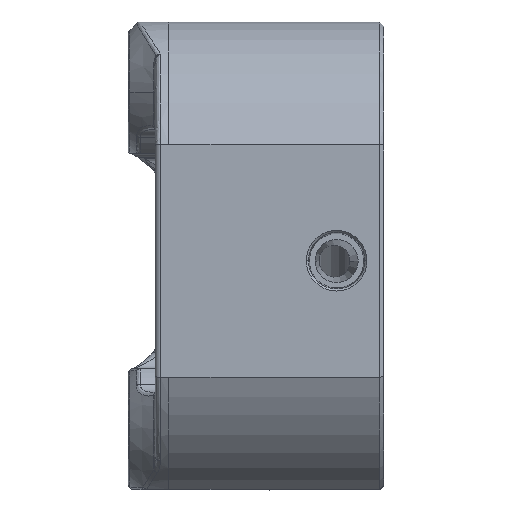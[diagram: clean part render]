
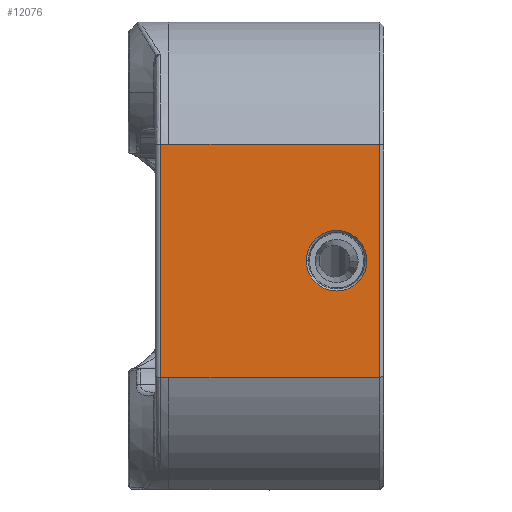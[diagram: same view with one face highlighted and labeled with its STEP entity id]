
A CAD part, top view. The second image highlights one B-rep face of the part: STEP entity #12076.
In plain terms, the highlighted planar face has unit normal (0, 0, 1).
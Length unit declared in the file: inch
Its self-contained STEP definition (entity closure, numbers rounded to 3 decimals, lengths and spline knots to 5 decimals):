
#783 = VERTEX_POINT ( 'NONE', #10457 ) ;
#1163 = CARTESIAN_POINT ( 'NONE',  ( 2.895, 3.01937, -0.45678 ) ) ;
#1366 = PLANE ( 'NONE',  #8463 ) ;
#1569 = LINE ( 'NONE', #2611, #12786 ) ;
#2159 = DIRECTION ( 'NONE',  ( -1., 0., 0. ) ) ;
#2254 = VECTOR ( 'NONE', #9327, 39.37008 ) ;
#2336 = CARTESIAN_POINT ( 'NONE',  ( 3.00765, 3.01937, -0.45678 ) ) ;
#2611 = CARTESIAN_POINT ( 'NONE',  ( 2.24074, 2.58639, -0.45678 ) ) ;
#3059 = CARTESIAN_POINT ( 'NONE',  ( 2.895, 3.01937, -0.45678 ) ) ;
#3162 = VERTEX_POINT ( 'NONE', #6714 ) ;
#3286 = LINE ( 'NONE', #6068, #7366 ) ;
#3610 = CIRCLE ( 'NONE', #14966, 0.11265 ) ;
#3701 = CARTESIAN_POINT ( 'NONE',  ( 2.67071, 2.58639, -0.45678 ) ) ;
#3792 = FACE_OUTER_BOUND ( 'NONE', #12734, .T. ) ;
#4578 = EDGE_CURVE ( 'NONE', #10616, #783, #3610, .T. ) ;
#5145 = DIRECTION ( 'NONE',  ( 0., 0., -1. ) ) ;
#5589 = VERTEX_POINT ( 'NONE', #16912 ) ;
#5619 = ORIENTED_EDGE ( 'NONE', *, *, #16248, .F. ) ;
#5640 = CARTESIAN_POINT ( 'NONE',  ( 2.24074, 2.58639, -0.45678 ) ) ;
#5736 = DIRECTION ( 'NONE',  ( -1., 0., 0. ) ) ;
#6068 = CARTESIAN_POINT ( 'NONE',  ( 2.67071, 3.45235, -0.45678 ) ) ;
#6362 = LINE ( 'NONE', #12956, #14621 ) ;
#6395 = EDGE_CURVE ( 'NONE', #6485, #7919, #6362, .T. ) ;
#6485 = VERTEX_POINT ( 'NONE', #11503 ) ;
#6714 = CARTESIAN_POINT ( 'NONE',  ( 2.24074, 3.45235, -0.45678 ) ) ;
#6776 = DIRECTION ( 'NONE',  ( 0., -1., 0. ) ) ;
#7322 = DIRECTION ( 'NONE',  ( 0., 1., 0. ) ) ;
#7366 = VECTOR ( 'NONE', #8904, 39.37008 ) ;
#7608 = LINE ( 'NONE', #3701, #2254 ) ;
#7919 = VERTEX_POINT ( 'NONE', #13737 ) ;
#8274 = DIRECTION ( 'NONE',  ( 0., -1., 0. ) ) ;
#8409 = EDGE_CURVE ( 'NONE', #3162, #8427, #1569, .T. ) ;
#8427 = VERTEX_POINT ( 'NONE', #5640 ) ;
#8463 = AXIS2_PLACEMENT_3D ( 'NONE', #15755, #16886, #8274 ) ;
#8546 = CIRCLE ( 'NONE', #15187, 0.11265 ) ;
#8904 = DIRECTION ( 'NONE',  ( -1., 0., 0. ) ) ;
#9216 = DIRECTION ( 'NONE',  ( -1., 0., 0. ) ) ;
#9327 = DIRECTION ( 'NONE',  ( 1., 0., 0. ) ) ;
#9659 = ORIENTED_EDGE ( 'NONE', *, *, #15510, .T. ) ;
#9980 = LINE ( 'NONE', #12416, #12984 ) ;
#10457 = CARTESIAN_POINT ( 'NONE',  ( 2.78235, 3.01937, -0.45678 ) ) ;
#10501 = CARTESIAN_POINT ( 'NONE',  ( 2.27142, 3.45235, -0.45678 ) ) ;
#10616 = VERTEX_POINT ( 'NONE', #2336 ) ;
#10840 = EDGE_CURVE ( 'NONE', #5589, #6485, #7608, .T. ) ;
#11119 = ORIENTED_EDGE ( 'NONE', *, *, #10840, .T. ) ;
#11503 = CARTESIAN_POINT ( 'NONE',  ( 3.055, 2.58639, -0.45678 ) ) ;
#11851 = FACE_BOUND ( 'NONE', #11931, .T. ) ;
#11931 = EDGE_LOOP ( 'NONE', ( #16023, #16819 ) ) ;
#12024 = EDGE_CURVE ( 'NONE', #7919, #13825, #3286, .T. ) ;
#12076 = ADVANCED_FACE ( 'NONE', ( #3792, #11851 ), #1366, .F. ) ;
#12416 = CARTESIAN_POINT ( 'NONE',  ( 2.31142, 2.58639, -0.45678 ) ) ;
#12693 = VECTOR ( 'NONE', #2159, 39.37008 ) ;
#12734 = EDGE_LOOP ( 'NONE', ( #9659, #14712, #5619, #11119, #16796, #16614 ) ) ;
#12786 = VECTOR ( 'NONE', #6776, 39.37008 ) ;
#12956 = CARTESIAN_POINT ( 'NONE',  ( 3.055, 1.7, -0.45678 ) ) ;
#12984 = VECTOR ( 'NONE', #5736, 39.37008 ) ;
#13401 = DIRECTION ( 'NONE',  ( 0., 0., -1. ) ) ;
#13737 = CARTESIAN_POINT ( 'NONE',  ( 3.055, 3.45235, -0.45678 ) ) ;
#13825 = VERTEX_POINT ( 'NONE', #10501 ) ;
#14043 = LINE ( 'NONE', #16637, #12693 ) ;
#14621 = VECTOR ( 'NONE', #7322, 39.37008 ) ;
#14712 = ORIENTED_EDGE ( 'NONE', *, *, #8409, .T. ) ;
#14966 = AXIS2_PLACEMENT_3D ( 'NONE', #1163, #5145, #9216 ) ;
#15187 = AXIS2_PLACEMENT_3D ( 'NONE', #3059, #13401, #16323 ) ;
#15510 = EDGE_CURVE ( 'NONE', #13825, #3162, #14043, .T. ) ;
#15755 = CARTESIAN_POINT ( 'NONE',  ( 2.145, 1.7, -0.45678 ) ) ;
#16020 = EDGE_CURVE ( 'NONE', #783, #10616, #8546, .T. ) ;
#16023 = ORIENTED_EDGE ( 'NONE', *, *, #4578, .T. ) ;
#16248 = EDGE_CURVE ( 'NONE', #5589, #8427, #9980, .T. ) ;
#16323 = DIRECTION ( 'NONE',  ( -1., 0., 0. ) ) ;
#16614 = ORIENTED_EDGE ( 'NONE', *, *, #12024, .T. ) ;
#16637 = CARTESIAN_POINT ( 'NONE',  ( 2.31142, 3.45235, -0.45678 ) ) ;
#16796 = ORIENTED_EDGE ( 'NONE', *, *, #6395, .T. ) ;
#16819 = ORIENTED_EDGE ( 'NONE', *, *, #16020, .T. ) ;
#16886 = DIRECTION ( 'NONE',  ( 0., 0., -1. ) ) ;
#16912 = CARTESIAN_POINT ( 'NONE',  ( 2.27142, 2.58639, -0.45678 ) ) ;
